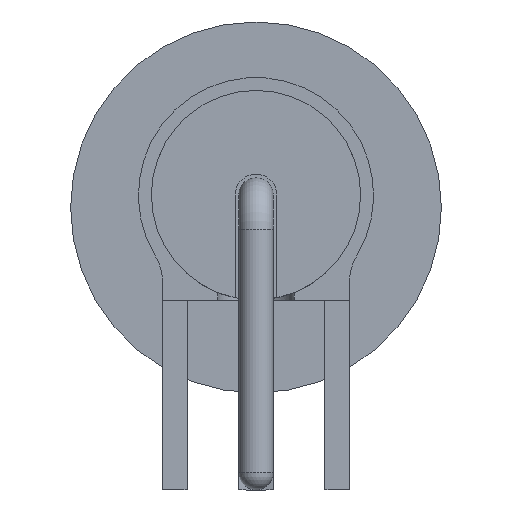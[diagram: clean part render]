
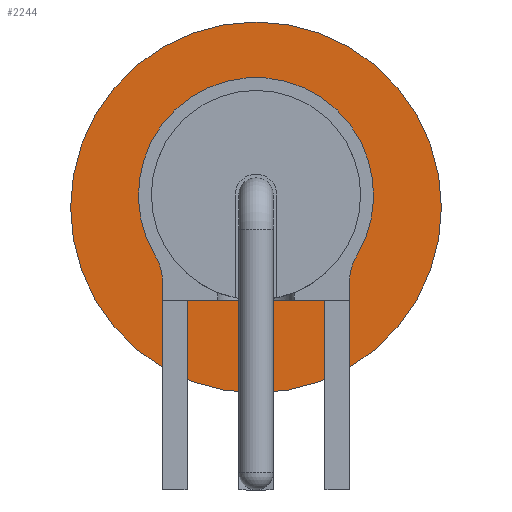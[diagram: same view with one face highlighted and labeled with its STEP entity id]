
A CAD part, left-side view. The second image highlights one B-rep face of the part: STEP entity #2244.
In plain terms, the highlighted planar face has unit normal (-1, 0, 0).
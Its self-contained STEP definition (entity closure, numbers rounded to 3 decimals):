
#159=FACE_BOUND('',#472,.T.);
#210=PLANE('',#2434);
#317=FACE_OUTER_BOUND('',#471,.T.);
#471=EDGE_LOOP('',(#1707));
#472=EDGE_LOOP('',(#1708,#1709,#1710,#1711,#1712,#1713));
#624=LINE('',#5197,#779);
#625=LINE('',#5199,#780);
#626=LINE('',#5200,#781);
#779=VECTOR('',#2760,0.773);
#780=VECTOR('',#2761,7.6);
#781=VECTOR('',#2762,0.773);
#931=CIRCLE('',#2435,7.53);
#932=CIRCLE('',#2436,2.);
#933=CIRCLE('',#2437,4.775);
#934=CIRCLE('',#2438,2.);
#1050=VERTEX_POINT('',#5187);
#1051=VERTEX_POINT('',#5189);
#1052=VERTEX_POINT('',#5190);
#1053=VERTEX_POINT('',#5192);
#1054=VERTEX_POINT('',#5194);
#1055=VERTEX_POINT('',#5196);
#1056=VERTEX_POINT('',#5198);
#1298=EDGE_CURVE('',#1050,#1050,#931,.T.);
#1299=EDGE_CURVE('',#1051,#1052,#932,.T.);
#1300=EDGE_CURVE('',#1053,#1052,#933,.T.);
#1301=EDGE_CURVE('',#1054,#1053,#934,.T.);
#1302=EDGE_CURVE('',#1055,#1054,#624,.T.);
#1303=EDGE_CURVE('',#1056,#1055,#625,.T.);
#1304=EDGE_CURVE('',#1056,#1051,#626,.T.);
#1707=ORIENTED_EDGE('',*,*,#1298,.F.);
#1708=ORIENTED_EDGE('',*,*,#1299,.T.);
#1709=ORIENTED_EDGE('',*,*,#1300,.F.);
#1710=ORIENTED_EDGE('',*,*,#1301,.F.);
#1711=ORIENTED_EDGE('',*,*,#1302,.F.);
#1712=ORIENTED_EDGE('',*,*,#1303,.F.);
#1713=ORIENTED_EDGE('',*,*,#1304,.T.);
#2244=ADVANCED_FACE('',(#317,#159),#210,.T.);
#2434=AXIS2_PLACEMENT_3D('',#5186,#2750,#2751);
#2435=AXIS2_PLACEMENT_3D('',#5188,#2752,#2753);
#2436=AXIS2_PLACEMENT_3D('',#5191,#2754,#2755);
#2437=AXIS2_PLACEMENT_3D('',#5193,#2756,#2757);
#2438=AXIS2_PLACEMENT_3D('',#5195,#2758,#2759);
#2750=DIRECTION('center_axis',(-1.,0.,0.));
#2751=DIRECTION('ref_axis',(0.,-1.,0.));
#2752=DIRECTION('center_axis',(1.,0.,0.));
#2753=DIRECTION('ref_axis',(0.,-1.,0.));
#2754=DIRECTION('center_axis',(-1.,0.,0.));
#2755=DIRECTION('ref_axis',(0.,-0.963,0.268));
#2756=DIRECTION('center_axis',(-1.,0.,0.));
#2757=DIRECTION('ref_axis',(0.,-1.,0.));
#2758=DIRECTION('center_axis',(1.,0.,0.));
#2759=DIRECTION('ref_axis',(0.,0.963,0.268));
#2760=DIRECTION('',(0.,0.,1.));
#2761=DIRECTION('',(0.,-1.,0.));
#2762=DIRECTION('',(0.,0.,1.));
#5186=CARTESIAN_POINT('Origin',(7.175,0.,7.975));
#5187=CARTESIAN_POINT('',(7.175,7.53,7.975));
#5188=CARTESIAN_POINT('Origin',(7.175,0.,7.975));
#5189=CARTESIAN_POINT('',(7.175,3.8,4.973));
#5190=CARTESIAN_POINT('',(7.175,4.088,6.007));
#5191=CARTESIAN_POINT('Origin',(7.175,5.8,4.973));
#5192=CARTESIAN_POINT('',(7.175,-4.088,6.007));
#5193=CARTESIAN_POINT('Origin',(7.175,0.,8.475));
#5194=CARTESIAN_POINT('',(7.175,-3.8,4.973));
#5195=CARTESIAN_POINT('Origin',(7.175,-5.8,4.973));
#5196=CARTESIAN_POINT('',(7.175,-3.8,4.2));
#5197=CARTESIAN_POINT('',(7.175,-3.8,4.2));
#5198=CARTESIAN_POINT('',(7.175,3.8,4.2));
#5199=CARTESIAN_POINT('',(7.175,3.8,4.2));
#5200=CARTESIAN_POINT('',(7.175,3.8,4.2));
